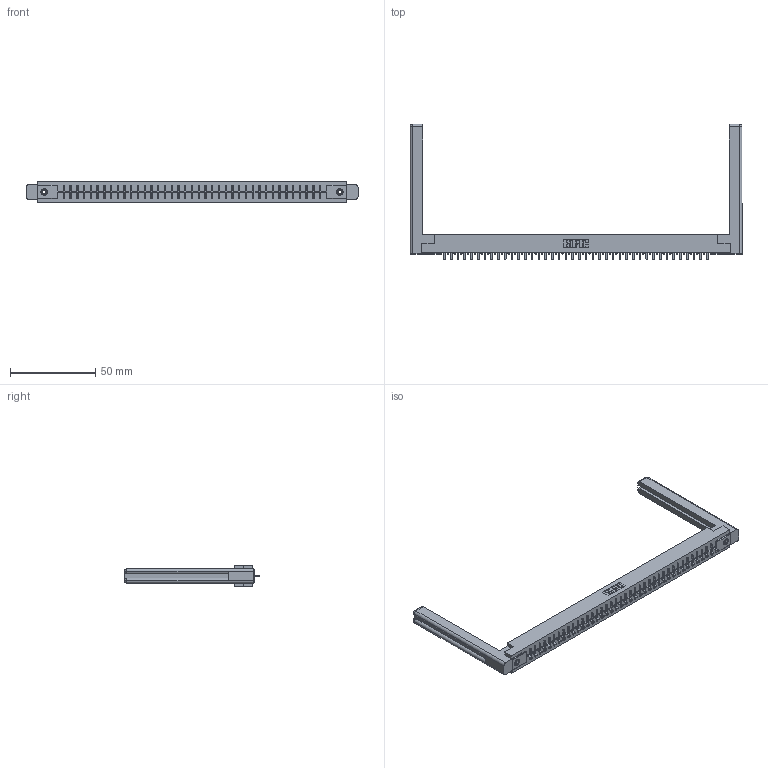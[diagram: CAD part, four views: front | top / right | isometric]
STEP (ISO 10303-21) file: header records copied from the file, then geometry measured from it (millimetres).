
FILE_DESCRIPTION (( 'STEP AP203' ), '1' );
FILE_NAME ('356-040-521-158.STEP', '2018-08-01T22:38:36', ( '' ), ( '' ), 'SwSTEP 2.0', 'SolidWorks 2016', '' );
FILE_SCHEMA (( 'CONFIG_CONTROL_DESIGN' ));
Length unit declared in the file: inch
Products named in the file (5): 345-250-001_345-250-001-102; 307-220-058; 356-040-521-158; 306 Part_.156 Dia; 306-290-001_121
Assembly tree (45 placements, depth 2):
  356-040-521-158
    306 Part_.156 Dia
    306-290-001_121  x40
    345-250-001_345-250-001-102  x2
    307-220-058  x2
Bounding box: 195.12 x 79.53 x 12.7 mm (x, y, z)
Volume: 28580 mm3; surface area: 26889.6 mm2
Topology: 45 solids, 45 shells, 3058 faces, 8550 edges, 5472 vertices
Faces by surface type: plane 2032, cylinder 842, sphere 160, cone 12, torus 12
Entity records: 40150 total; most frequent: CARTESIAN_POINT 6750, ORIENTED_EDGE 6634, DIRECTION 6611, EDGE_CURVE 3317, VECTOR 2589, LINE 2589, VERTEX_POINT 2096, AXIS2_PLACEMENT_3D 2011
